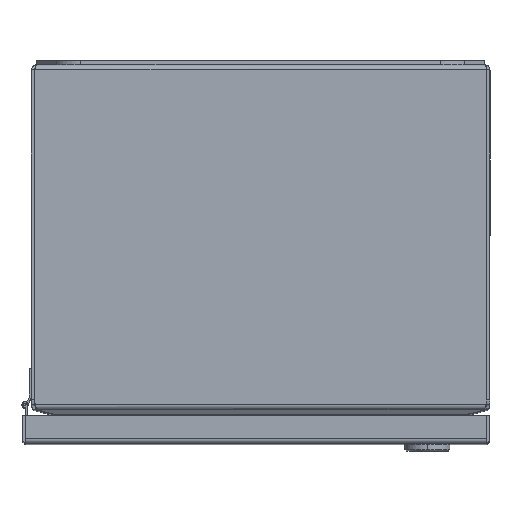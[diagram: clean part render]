
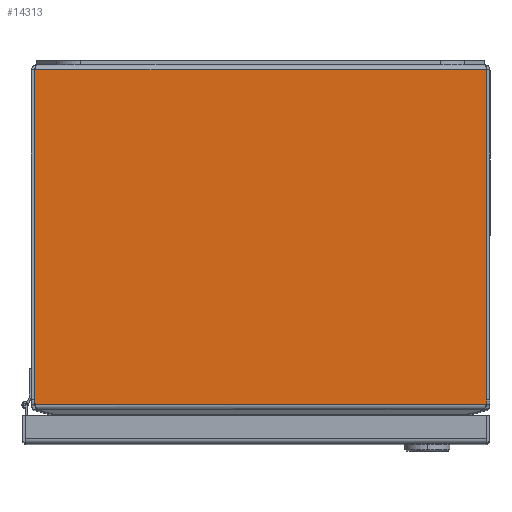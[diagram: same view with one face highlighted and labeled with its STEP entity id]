
A CAD part, top view. The second image highlights one B-rep face of the part: STEP entity #14313.
In plain terms, the highlighted planar face has unit normal (0, 0, 1).
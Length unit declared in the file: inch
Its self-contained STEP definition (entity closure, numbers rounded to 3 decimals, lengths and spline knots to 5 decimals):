
#1454 = DIRECTION ( 'NONE',  ( -1., 0., 0. ) ) ;
#2041 = ORIENTED_EDGE ( 'NONE', *, *, #16231, .F. ) ;
#2419 = VERTEX_POINT ( 'NONE', #16352 ) ;
#2724 = VECTOR ( 'NONE', #7723, 39.37008 ) ;
#2753 = ORIENTED_EDGE ( 'NONE', *, *, #11346, .F. ) ;
#2796 = CIRCLE ( 'NONE', #3554, 0.281 ) ;
#3004 = CIRCLE ( 'NONE', #17222, 0.281 ) ;
#3077 = CARTESIAN_POINT ( 'NONE',  ( 3.66189, -5.83953, 5. ) ) ;
#3554 = AXIS2_PLACEMENT_3D ( 'NONE', #6439, #22702, #4642 ) ;
#3594 = VERTEX_POINT ( 'NONE', #6117 ) ;
#3709 = VERTEX_POINT ( 'NONE', #11425 ) ;
#3970 = CARTESIAN_POINT ( 'NONE',  ( -3.914, -0.086, 5. ) ) ;
#4200 = DIRECTION ( 'NONE',  ( 1., 0., 0. ) ) ;
#4426 = CARTESIAN_POINT ( 'NONE',  ( 3.94289, -0.086, 5. ) ) ;
#4642 = DIRECTION ( 'NONE',  ( -1., 0., 0. ) ) ;
#5679 = CARTESIAN_POINT ( 'NONE',  ( 27.527, -5.93401, 5. ) ) ;
#5754 = CARTESIAN_POINT ( 'NONE',  ( 3.94289, 0., 5. ) ) ;
#5836 = LINE ( 'NONE', #13169, #10876 ) ;
#6117 = CARTESIAN_POINT ( 'NONE',  ( -3.94289, -5.83953, 5. ) ) ;
#6439 = CARTESIAN_POINT ( 'NONE',  ( -3.66189, -5.83953, 5. ) ) ;
#7675 = LINE ( 'NONE', #5754, #7986 ) ;
#7703 = LINE ( 'NONE', #3970, #15798 ) ;
#7723 = DIRECTION ( 'NONE',  ( -1., 0., 0. ) ) ;
#7913 = VERTEX_POINT ( 'NONE', #4426 ) ;
#7986 = VECTOR ( 'NONE', #15027, 39.37008 ) ;
#9878 = VERTEX_POINT ( 'NONE', #21704 ) ;
#9992 = EDGE_CURVE ( 'NONE', #3709, #7913, #7703, .T. ) ;
#10416 = DIRECTION ( 'NONE',  ( 0., 0., -1. ) ) ;
#10876 = VECTOR ( 'NONE', #18229, 39.37008 ) ;
#11346 = EDGE_CURVE ( 'NONE', #9878, #15825, #13251, .T. ) ;
#11425 = CARTESIAN_POINT ( 'NONE',  ( -3.94289, -0.086, 5. ) ) ;
#12369 = EDGE_CURVE ( 'NONE', #15825, #3594, #2796, .T. ) ;
#12647 = EDGE_CURVE ( 'NONE', #3594, #3709, #5836, .T. ) ;
#13169 = CARTESIAN_POINT ( 'NONE',  ( -3.94289, 0., 5. ) ) ;
#13251 = LINE ( 'NONE', #5679, #2724 ) ;
#13399 = AXIS2_PLACEMENT_3D ( 'NONE', #17935, #21204, #1454 ) ;
#13797 = EDGE_CURVE ( 'NONE', #2419, #9878, #3004, .T. ) ;
#14217 = PLANE ( 'NONE',  #13399 ) ;
#14252 = CARTESIAN_POINT ( 'NONE',  ( -3.92653, -5.93401, 5. ) ) ;
#14313 = ADVANCED_FACE ( 'NONE', ( #23363 ), #14217, .F. ) ;
#15027 = DIRECTION ( 'NONE',  ( 0., -1., 0. ) ) ;
#15093 = ORIENTED_EDGE ( 'NONE', *, *, #13797, .F. ) ;
#15798 = VECTOR ( 'NONE', #4200, 39.37008 ) ;
#15825 = VERTEX_POINT ( 'NONE', #14252 ) ;
#15951 = DIRECTION ( 'NONE',  ( 0., 1., 0. ) ) ;
#16231 = EDGE_CURVE ( 'NONE', #7913, #2419, #7675, .T. ) ;
#16352 = CARTESIAN_POINT ( 'NONE',  ( 3.94289, -5.83953, 5. ) ) ;
#17222 = AXIS2_PLACEMENT_3D ( 'NONE', #3077, #10416, #15951 ) ;
#17475 = ORIENTED_EDGE ( 'NONE', *, *, #12647, .F. ) ;
#17935 = CARTESIAN_POINT ( 'NONE',  ( 27.527, 0., 5. ) ) ;
#18229 = DIRECTION ( 'NONE',  ( 0., 1., 0. ) ) ;
#19055 = ORIENTED_EDGE ( 'NONE', *, *, #12369, .F. ) ;
#19093 = ORIENTED_EDGE ( 'NONE', *, *, #9992, .F. ) ;
#19486 = EDGE_LOOP ( 'NONE', ( #15093, #2041, #19093, #17475, #19055, #2753 ) ) ;
#21204 = DIRECTION ( 'NONE',  ( 0., 0., -1. ) ) ;
#21704 = CARTESIAN_POINT ( 'NONE',  ( 3.92653, -5.93401, 5. ) ) ;
#22702 = DIRECTION ( 'NONE',  ( 0., 0., -1. ) ) ;
#23363 = FACE_OUTER_BOUND ( 'NONE', #19486, .T. ) ;
